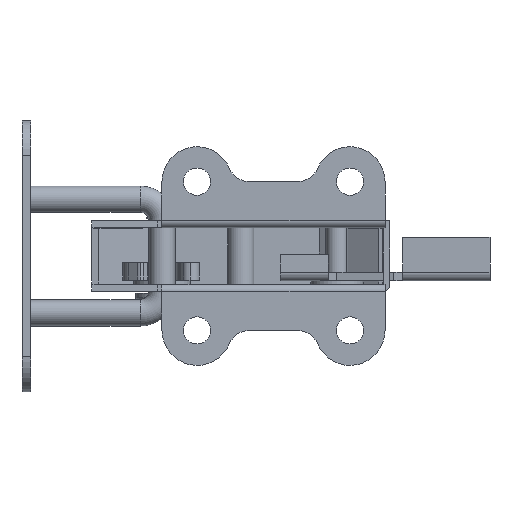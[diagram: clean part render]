
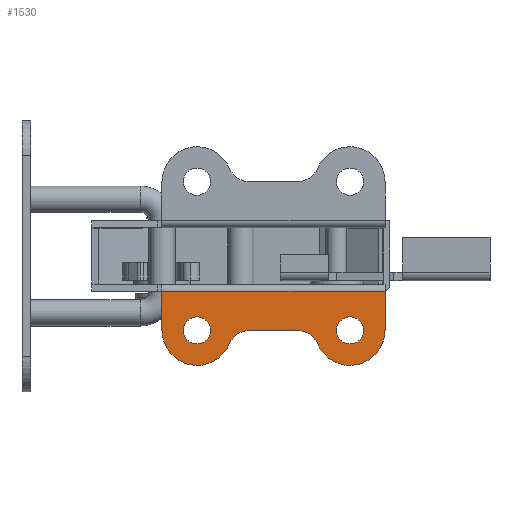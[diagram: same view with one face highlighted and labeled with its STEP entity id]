
A CAD part, front view. The second image highlights one B-rep face of the part: STEP entity #1530.
In plain terms, the highlighted planar face has unit normal (0, -1, 0).
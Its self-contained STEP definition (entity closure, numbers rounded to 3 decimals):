
#234 = FACE_OUTER_BOUND ( 'NONE', #4214, .T. ) ;
#235 = FACE_BOUND ( 'NONE', #4213, .T. ) ;
#236 = FACE_BOUND ( 'NONE', #4212, .T. ) ;
#520 = LINE ( 'NONE', #1360, #6761 ) ;
#521 = LINE ( 'NONE', #1362, #6763 ) ;
#821 = ORIENTED_EDGE ( 'NONE', *, *, #4997, .T. ) ;
#822 = ORIENTED_EDGE ( 'NONE', *, *, #7502, .T. ) ;
#823 = ORIENTED_EDGE ( 'NONE', *, *, #4996, .T. ) ;
#824 = ORIENTED_EDGE ( 'NONE', *, *, #7503, .T. ) ;
#825 = ORIENTED_EDGE ( 'NONE', *, *, #7504, .T. ) ;
#826 = ORIENTED_EDGE ( 'NONE', *, *, #7505, .T. ) ;
#827 = ORIENTED_EDGE ( 'NONE', *, *, #7506, .T. ) ;
#828 = ORIENTED_EDGE ( 'NONE', *, *, #7507, .T. ) ;
#829 = ORIENTED_EDGE ( 'NONE', *, *, #7509, .F. ) ;
#830 = ORIENTED_EDGE ( 'NONE', *, *, #7508, .F. ) ;
#832 = ORIENTED_EDGE ( 'NONE', *, *, #6874, .F. ) ;
#834 = ORIENTED_EDGE ( 'NONE', *, *, #6870, .F. ) ;
#1360 = CARTESIAN_POINT ( 'NONE',  ( 50.5, -22., -8.1 ) ) ;
#1361 = DIRECTION ( 'NONE',  ( -1., 0., 0. ) ) ;
#1362 = CARTESIAN_POINT ( 'NONE',  ( 51., -22., -17. ) ) ;
#1363 = DIRECTION ( 'NONE',  ( 0., 0., 1. ) ) ;
#1530 = ADVANCED_FACE ( 'NONE', ( #234, #235, #236 ), #2748, .F. ) ;
#1780 = LINE ( 'NONE', #7142, #5527 ) ;
#1781 = LINE ( 'NONE', #7150, #5532 ) ;
#2474 = CARTESIAN_POINT ( 'NONE',  ( 8., -22., -17. ) ) ;
#2475 = DIRECTION ( 'NONE',  ( 0., -1., 0. ) ) ;
#2476 = DIRECTION ( 'NONE',  ( 1., 0., 0. ) ) ;
#2484 = CARTESIAN_POINT ( 'NONE',  ( 43., -22., -17. ) ) ;
#2485 = DIRECTION ( 'NONE',  ( 0., -1., 0. ) ) ;
#2486 = DIRECTION ( 'NONE',  ( 1., 0., 0. ) ) ;
#2748 = PLANE ( 'NONE',  #3733 ) ;
#2749 = CARTESIAN_POINT ( 'NONE',  ( 50.5, -22., 8.1 ) ) ;
#2750 = DIRECTION ( 'NONE',  ( 0., 1., 0. ) ) ;
#2751 = DIRECTION ( 'NONE',  ( -1., 0., 0. ) ) ;
#2916 = CIRCLE ( 'NONE', #2917, 3.1 ) ;
#2917 = AXIS2_PLACEMENT_3D ( 'NONE', #2474, #2475, #2476 ) ;
#2922 = CIRCLE ( 'NONE', #2923, 3.1 ) ;
#2923 = AXIS2_PLACEMENT_3D ( 'NONE', #2484, #2485, #2486 ) ;
#3065 = CIRCLE ( 'NONE', #5530, 5. ) ;
#3075 = CIRCLE ( 'NONE', #5528, 8. ) ;
#3733 = AXIS2_PLACEMENT_3D ( 'NONE', #2749, #2750, #2751 ) ;
#4212 = EDGE_LOOP ( 'NONE', ( #829, #834 ) ) ;
#4213 = EDGE_LOOP ( 'NONE', ( #830, #832 ) ) ;
#4214 = EDGE_LOOP ( 'NONE', ( #821, #823, #822, #824, #825, #826, #827, #828 ) ) ;
#4358 = VERTEX_POINT ( 'NONE', #6236 ) ;
#4359 = VERTEX_POINT ( 'NONE', #6237 ) ;
#4362 = VERTEX_POINT ( 'NONE', #6240 ) ;
#4363 = VERTEX_POINT ( 'NONE', #6241 ) ;
#4459 = VERTEX_POINT ( 'NONE', #6337 ) ;
#4460 = VERTEX_POINT ( 'NONE', #6338 ) ;
#4461 = VERTEX_POINT ( 'NONE', #6339 ) ;
#4462 = VERTEX_POINT ( 'NONE', #6340 ) ;
#4463 = VERTEX_POINT ( 'NONE', #6341 ) ;
#4464 = VERTEX_POINT ( 'NONE', #6342 ) ;
#4465 = VERTEX_POINT ( 'NONE', #6343 ) ;
#4466 = VERTEX_POINT ( 'NONE', #6344 ) ;
#4996 = EDGE_CURVE ( 'NONE', #4460, #4461, #520, .T. ) ;
#4997 = EDGE_CURVE ( 'NONE', #4459, #4460, #521, .T. ) ;
#5523 = CIRCLE ( 'NONE', #5533, 5. ) ;
#5526 = CIRCLE ( 'NONE', #5534, 8. ) ;
#5527 = VECTOR ( 'NONE', #7143, 1000. ) ;
#5528 = AXIS2_PLACEMENT_3D ( 'NONE', #7144, #7145, #7146 ) ;
#5529 = CIRCLE ( 'NONE', #5535, 3.1 ) ;
#5530 = AXIS2_PLACEMENT_3D ( 'NONE', #7147, #7148, #7149 ) ;
#5531 = CIRCLE ( 'NONE', #5536, 3.1 ) ;
#5532 = VECTOR ( 'NONE', #7151, 1000. ) ;
#5533 = AXIS2_PLACEMENT_3D ( 'NONE', #7152, #7153, #7154 ) ;
#5534 = AXIS2_PLACEMENT_3D ( 'NONE', #7155, #7156, #7157 ) ;
#5535 = AXIS2_PLACEMENT_3D ( 'NONE', #7158, #7159, #7160 ) ;
#5536 = AXIS2_PLACEMENT_3D ( 'NONE', #7161, #7162, #7163 ) ;
#6236 = CARTESIAN_POINT ( 'NONE',  ( 4.9, -22., -17. ) ) ;
#6237 = CARTESIAN_POINT ( 'NONE',  ( 11.1, -22., -17. ) ) ;
#6240 = CARTESIAN_POINT ( 'NONE',  ( 39.9, -22., -17. ) ) ;
#6241 = CARTESIAN_POINT ( 'NONE',  ( 46.1, -22., -17. ) ) ;
#6337 = CARTESIAN_POINT ( 'NONE',  ( 51., -22., -17. ) ) ;
#6338 = CARTESIAN_POINT ( 'NONE',  ( 51., -22., -8.1 ) ) ;
#6339 = CARTESIAN_POINT ( 'NONE',  ( 0., -22., -8.1 ) ) ;
#6340 = CARTESIAN_POINT ( 'NONE',  ( 0., -22., -17. ) ) ;
#6341 = CARTESIAN_POINT ( 'NONE',  ( 15.385, -22., -20.077 ) ) ;
#6342 = CARTESIAN_POINT ( 'NONE',  ( 20., -22., -17. ) ) ;
#6343 = CARTESIAN_POINT ( 'NONE',  ( 31., -22., -17. ) ) ;
#6344 = CARTESIAN_POINT ( 'NONE',  ( 35.615, -22., -20.077 ) ) ;
#6761 = VECTOR ( 'NONE', #1361, 1000. ) ;
#6763 = VECTOR ( 'NONE', #1363, 1000. ) ;
#6870 = EDGE_CURVE ( 'NONE', #4358, #4359, #2916, .T. ) ;
#6874 = EDGE_CURVE ( 'NONE', #4362, #4363, #2922, .T. ) ;
#7142 = CARTESIAN_POINT ( 'NONE',  ( 0., -22., -6.5 ) ) ;
#7143 = DIRECTION ( 'NONE',  ( 0., 0., -1. ) ) ;
#7144 = CARTESIAN_POINT ( 'NONE',  ( 8., -22., -17. ) ) ;
#7145 = DIRECTION ( 'NONE',  ( 0., -1., 0. ) ) ;
#7146 = DIRECTION ( 'NONE',  ( 1., 0., 0. ) ) ;
#7147 = CARTESIAN_POINT ( 'NONE',  ( 20., -22., -22. ) ) ;
#7148 = DIRECTION ( 'NONE',  ( 0., 1., 0. ) ) ;
#7149 = DIRECTION ( 'NONE',  ( 1., 0., 0. ) ) ;
#7150 = CARTESIAN_POINT ( 'NONE',  ( 20., -22., -17. ) ) ;
#7151 = DIRECTION ( 'NONE',  ( 1., 0., 0. ) ) ;
#7152 = CARTESIAN_POINT ( 'NONE',  ( 31., -22., -22. ) ) ;
#7153 = DIRECTION ( 'NONE',  ( 0., 1., 0. ) ) ;
#7154 = DIRECTION ( 'NONE',  ( 1., 0., 0. ) ) ;
#7155 = CARTESIAN_POINT ( 'NONE',  ( 43., -22., -17. ) ) ;
#7156 = DIRECTION ( 'NONE',  ( 0., -1., 0. ) ) ;
#7157 = DIRECTION ( 'NONE',  ( 1., 0., 0. ) ) ;
#7158 = CARTESIAN_POINT ( 'NONE',  ( 43., -22., -17. ) ) ;
#7159 = DIRECTION ( 'NONE',  ( 0., -1., 0. ) ) ;
#7160 = DIRECTION ( 'NONE',  ( 1., 0., 0. ) ) ;
#7161 = CARTESIAN_POINT ( 'NONE',  ( 8., -22., -17. ) ) ;
#7162 = DIRECTION ( 'NONE',  ( 0., -1., 0. ) ) ;
#7163 = DIRECTION ( 'NONE',  ( 1., 0., 0. ) ) ;
#7502 = EDGE_CURVE ( 'NONE', #4461, #4462, #1780, .T. ) ;
#7503 = EDGE_CURVE ( 'NONE', #4462, #4463, #3075, .T. ) ;
#7504 = EDGE_CURVE ( 'NONE', #4463, #4464, #3065, .T. ) ;
#7505 = EDGE_CURVE ( 'NONE', #4464, #4465, #1781, .T. ) ;
#7506 = EDGE_CURVE ( 'NONE', #4465, #4466, #5523, .T. ) ;
#7507 = EDGE_CURVE ( 'NONE', #4466, #4459, #5526, .T. ) ;
#7508 = EDGE_CURVE ( 'NONE', #4363, #4362, #5529, .T. ) ;
#7509 = EDGE_CURVE ( 'NONE', #4359, #4358, #5531, .T. ) ;
